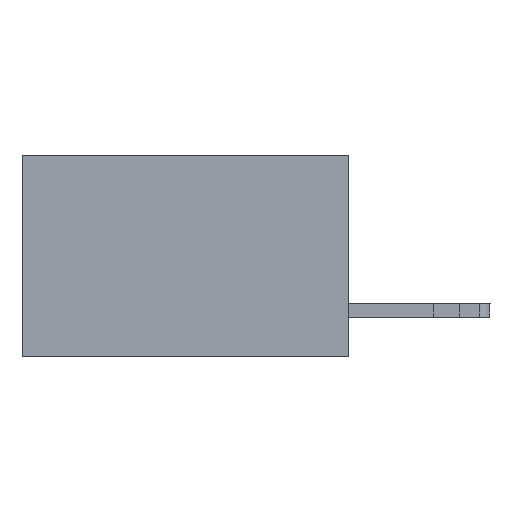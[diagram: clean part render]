
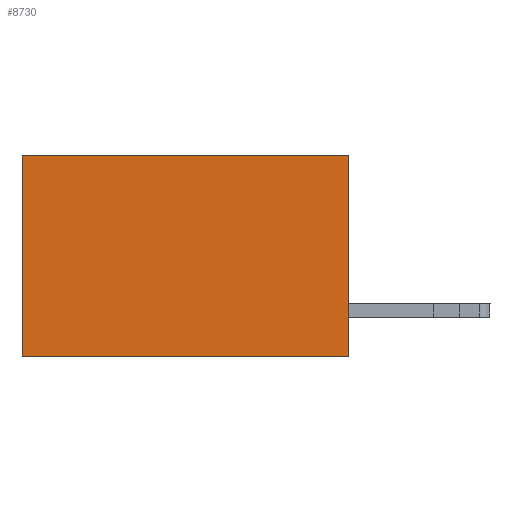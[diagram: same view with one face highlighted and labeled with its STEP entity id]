
A CAD part, left-side view. The second image highlights one B-rep face of the part: STEP entity #8730.
In plain terms, the highlighted planar face has unit normal (-1, 0, 0).
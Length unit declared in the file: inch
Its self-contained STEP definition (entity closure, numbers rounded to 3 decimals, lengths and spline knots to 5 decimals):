
#398 = CARTESIAN_POINT ( 'NONE',  ( 0.298, 0., 0. ) ) ;
#591 = CARTESIAN_POINT ( 'NONE',  ( 0.298, 0., 0. ) ) ;
#1038 = PLANE ( 'NONE',  #18167 ) ;
#1154 = CARTESIAN_POINT ( 'NONE',  ( 0.298, 0.6, -0.37 ) ) ;
#1360 = VERTEX_POINT ( 'NONE', #16991 ) ;
#2849 = EDGE_CURVE ( 'NONE', #1360, #18353, #8495, .T. ) ;
#3155 = ORIENTED_EDGE ( 'NONE', *, *, #13660, .F. ) ;
#4657 = VERTEX_POINT ( 'NONE', #591 ) ;
#5383 = VERTEX_POINT ( 'NONE', #8034 ) ;
#5445 = FACE_OUTER_BOUND ( 'NONE', #13379, .T. ) ;
#7641 = ORIENTED_EDGE ( 'NONE', *, *, #10643, .T. ) ;
#8034 = CARTESIAN_POINT ( 'NONE',  ( 0.298, 0., -0.37 ) ) ;
#8460 = DIRECTION ( 'NONE',  ( 1., 0., 0. ) ) ;
#8495 = LINE ( 'NONE', #10196, #11930 ) ;
#8585 = DIRECTION ( 'NONE',  ( 0., 0., -1. ) ) ;
#8730 = ADVANCED_FACE ( 'NONE', ( #5445 ), #1038, .F. ) ;
#10105 = CARTESIAN_POINT ( 'NONE',  ( 0.298, 0., 0. ) ) ;
#10196 = CARTESIAN_POINT ( 'NONE',  ( 0.298, 0.6, 0. ) ) ;
#10643 = EDGE_CURVE ( 'NONE', #4657, #1360, #16935, .T. ) ;
#11930 = VECTOR ( 'NONE', #8585, 39.37008 ) ;
#12890 = CARTESIAN_POINT ( 'NONE',  ( 0.298, 0., 0. ) ) ;
#12929 = ORIENTED_EDGE ( 'NONE', *, *, #17338, .F. ) ;
#13126 = LINE ( 'NONE', #10105, #14785 ) ;
#13379 = EDGE_LOOP ( 'NONE', ( #15061, #12929, #3155, #7641 ) ) ;
#13660 = EDGE_CURVE ( 'NONE', #4657, #5383, #13126, .T. ) ;
#14042 = DIRECTION ( 'NONE',  ( 0., 1., 0. ) ) ;
#14259 = CARTESIAN_POINT ( 'NONE',  ( 0.298, 0., -0.37 ) ) ;
#14583 = VECTOR ( 'NONE', #14042, 39.37008 ) ;
#14785 = VECTOR ( 'NONE', #19039, 39.37008 ) ;
#15061 = ORIENTED_EDGE ( 'NONE', *, *, #2849, .T. ) ;
#16643 = VECTOR ( 'NONE', #19267, 39.37008 ) ;
#16935 = LINE ( 'NONE', #398, #14583 ) ;
#16991 = CARTESIAN_POINT ( 'NONE',  ( 0.298, 0.6, 0. ) ) ;
#17338 = EDGE_CURVE ( 'NONE', #5383, #18353, #17462, .T. ) ;
#17462 = LINE ( 'NONE', #14259, #16643 ) ;
#18167 = AXIS2_PLACEMENT_3D ( 'NONE', #12890, #8460, #18993 ) ;
#18353 = VERTEX_POINT ( 'NONE', #1154 ) ;
#18993 = DIRECTION ( 'NONE',  ( 0., 0., -1. ) ) ;
#19039 = DIRECTION ( 'NONE',  ( 0., 0., -1. ) ) ;
#19267 = DIRECTION ( 'NONE',  ( 0., 1., 0. ) ) ;
